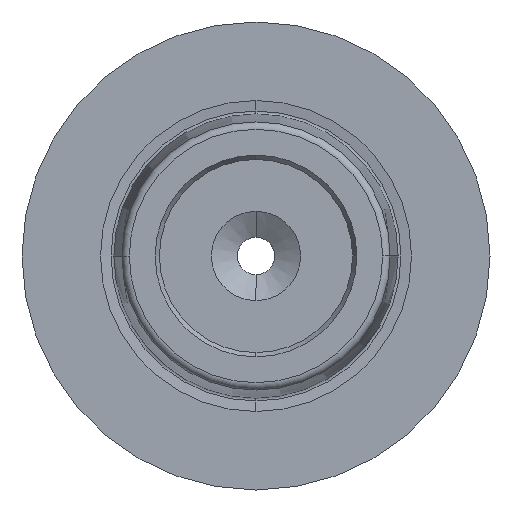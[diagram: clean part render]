
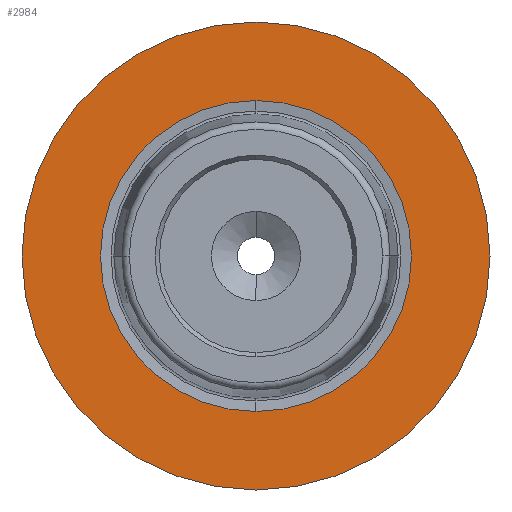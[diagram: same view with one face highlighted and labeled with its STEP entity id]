
A CAD part, left-side view. The second image highlights one B-rep face of the part: STEP entity #2984.
In plain terms, the highlighted planar face has unit normal (-1, 0, 0).
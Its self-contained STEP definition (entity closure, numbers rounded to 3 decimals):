
#59 = FACE_BOUND ( 'NONE', #1284, .T. ) ;
#504 = EDGE_CURVE ( 'NONE', #2962, #3974, #2598, .T. ) ;
#545 = PLANE ( 'NONE',  #4877 ) ;
#777 = CIRCLE ( 'NONE', #5939, 20.93 ) ;
#877 = ORIENTED_EDGE ( 'NONE', *, *, #2972, .T. ) ;
#981 = CARTESIAN_POINT ( 'NONE',  ( 0., 0., 20.93 ) ) ;
#1284 = EDGE_LOOP ( 'NONE', ( #2053, #6856 ) ) ;
#1329 = CIRCLE ( 'NONE', #2740, 31.5 ) ;
#1488 = CIRCLE ( 'NONE', #2029, 31.5 ) ;
#1789 = DIRECTION ( 'NONE',  ( 0., 0., 1. ) ) ;
#1803 = DIRECTION ( 'NONE',  ( -1., 0., 0. ) ) ;
#1829 = CARTESIAN_POINT ( 'NONE',  ( 0., 0., 0. ) ) ;
#1878 = EDGE_CURVE ( 'NONE', #3974, #2962, #777, .T. ) ;
#2029 = AXIS2_PLACEMENT_3D ( 'NONE', #6823, #6803, #6756 ) ;
#2053 = ORIENTED_EDGE ( 'NONE', *, *, #504, .F. ) ;
#2480 = CARTESIAN_POINT ( 'NONE',  ( 0., 0., 31.5 ) ) ;
#2598 = CIRCLE ( 'NONE', #4722, 20.93 ) ;
#2616 = VERTEX_POINT ( 'NONE', #2480 ) ;
#2740 = AXIS2_PLACEMENT_3D ( 'NONE', #3860, #3718, #6783 ) ;
#2841 = VERTEX_POINT ( 'NONE', #6400 ) ;
#2962 = VERTEX_POINT ( 'NONE', #981 ) ;
#2972 = EDGE_CURVE ( 'NONE', #2841, #2616, #1488, .T. ) ;
#2984 = ADVANCED_FACE ( 'NONE', ( #4312, #59 ), #545, .F. ) ;
#3718 = DIRECTION ( 'NONE',  ( -1., 0., 0. ) ) ;
#3860 = CARTESIAN_POINT ( 'NONE',  ( 0., 0., 0. ) ) ;
#3974 = VERTEX_POINT ( 'NONE', #6833 ) ;
#4130 = EDGE_LOOP ( 'NONE', ( #5290, #877 ) ) ;
#4312 = FACE_OUTER_BOUND ( 'NONE', #4130, .T. ) ;
#4400 = EDGE_CURVE ( 'NONE', #2616, #2841, #1329, .T. ) ;
#4722 = AXIS2_PLACEMENT_3D ( 'NONE', #6743, #6714, #6709 ) ;
#4877 = AXIS2_PLACEMENT_3D ( 'NONE', #5754, #5727, #5706 ) ;
#5290 = ORIENTED_EDGE ( 'NONE', *, *, #4400, .T. ) ;
#5706 = DIRECTION ( 'NONE',  ( 0., 0., -1. ) ) ;
#5727 = DIRECTION ( 'NONE',  ( 1., 0., 0. ) ) ;
#5754 = CARTESIAN_POINT ( 'NONE',  ( 0., 0., 0. ) ) ;
#5939 = AXIS2_PLACEMENT_3D ( 'NONE', #1829, #1803, #1789 ) ;
#6400 = CARTESIAN_POINT ( 'NONE',  ( 0., 0., -31.5 ) ) ;
#6709 = DIRECTION ( 'NONE',  ( 0., 0., 1. ) ) ;
#6714 = DIRECTION ( 'NONE',  ( -1., 0., 0. ) ) ;
#6743 = CARTESIAN_POINT ( 'NONE',  ( 0., 0., 0. ) ) ;
#6756 = DIRECTION ( 'NONE',  ( 0., 0., 1. ) ) ;
#6783 = DIRECTION ( 'NONE',  ( 0., 0., 1. ) ) ;
#6803 = DIRECTION ( 'NONE',  ( -1., 0., 0. ) ) ;
#6823 = CARTESIAN_POINT ( 'NONE',  ( 0., 0., 0. ) ) ;
#6833 = CARTESIAN_POINT ( 'NONE',  ( 0., 0., -20.93 ) ) ;
#6856 = ORIENTED_EDGE ( 'NONE', *, *, #1878, .F. ) ;
